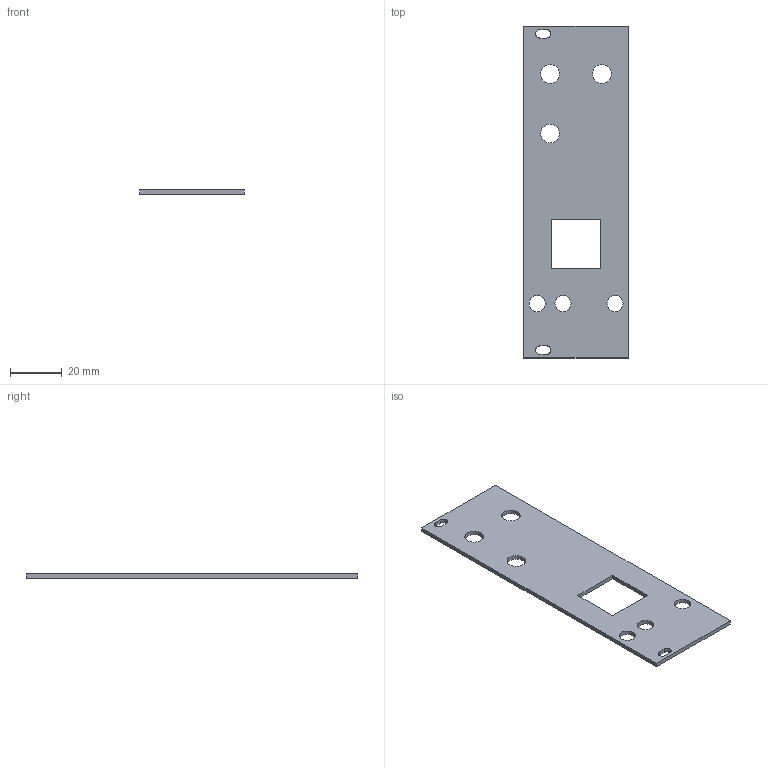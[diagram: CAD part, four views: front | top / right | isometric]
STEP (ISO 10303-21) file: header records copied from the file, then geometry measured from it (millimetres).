
FILE_DESCRIPTION(('KiCad electronic assembly'),'2;1');
FILE_NAME('909_snare_pnl.step','2022-11-16T12:42:44',('Pcbnew'),('Kicad' ),'Open CASCADE STEP processor 7.6','KiCad to STEP converter', 'Unknown');
FILE_SCHEMA(('AUTOMOTIVE_DESIGN { 1 0 10303 214 1 1 1 1 }'));
Length unit declared in the file: millimetre
Products named in the file (2): 909_snare_pnl 1; 909_snare_pnl PCB
Assembly tree (1 placements, depth 2):
  909_snare_pnl 1
    909_snare_pnl PCB
Bounding box: 40.3 x 128 x 1.6 mm (x, y, z)
Volume: 7280.7 mm3; surface area: 10012.9 mm2
Topology: 1 solids, 1 shells, 24 faces, 66 edges, 44 vertices
Faces by surface type: plane 14, cylinder 10
Full cylindrical faces by diameter (mm): 6.2 x3, 7.2 x3
Entity records: 1771 total; most frequent: CARTESIAN_POINT 388, DIRECTION 250, LINE 158, VECTOR 158, ORIENTED_EDGE 132, PCURVE 132, DEFINITIONAL_REPRESENTATION 132, EDGE_CURVE 66
